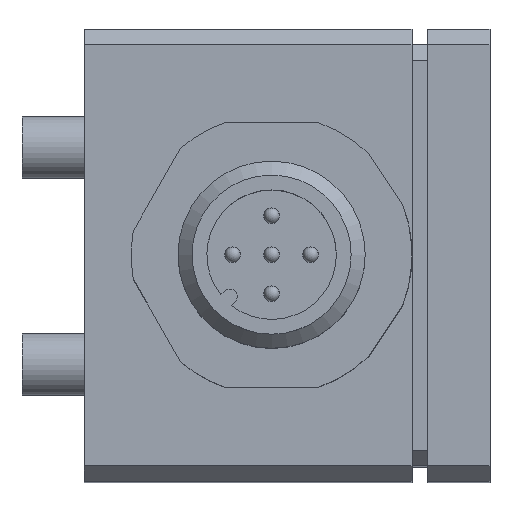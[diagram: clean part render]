
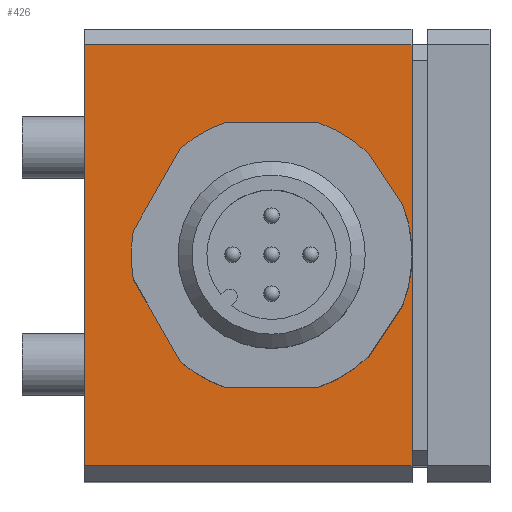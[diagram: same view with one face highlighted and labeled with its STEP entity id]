
A CAD part, top view. The second image highlights one B-rep face of the part: STEP entity #426.
In plain terms, the highlighted planar face has unit normal (0, 0, 1).
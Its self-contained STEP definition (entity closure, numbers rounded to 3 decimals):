
#426 = ADVANCED_FACE( '', ( #979 ), #980, .F. );
#979 = FACE_OUTER_BOUND( '', #1666, .T. );
#980 = PLANE( '', #1667 );
#1666 = EDGE_LOOP( '', ( #2778, #2779, #2780, #2781, #2782, #2783, #2784, #2785, #2786, #2787, #2788, #2789, #2790, #2791, #2792, #2793, #2794, #2795 ) );
#1667 = AXIS2_PLACEMENT_3D( '', #2796, #2797, #2798 );
#2778 = ORIENTED_EDGE( '', *, *, #3923, .F. );
#2779 = ORIENTED_EDGE( '', *, *, #3846, .T. );
#2780 = ORIENTED_EDGE( '', *, *, #3940, .F. );
#2781 = ORIENTED_EDGE( '', *, *, #3902, .T. );
#2782 = ORIENTED_EDGE( '', *, *, #3941, .F. );
#2783 = ORIENTED_EDGE( '', *, *, #3942, .T. );
#2784 = ORIENTED_EDGE( '', *, *, #3604, .F. );
#2785 = ORIENTED_EDGE( '', *, *, #3943, .T. );
#2786 = ORIENTED_EDGE( '', *, *, #3805, .F. );
#2787 = ORIENTED_EDGE( '', *, *, #3656, .T. );
#2788 = ORIENTED_EDGE( '', *, *, #3615, .F. );
#2789 = ORIENTED_EDGE( '', *, *, #3944, .T. );
#2790 = ORIENTED_EDGE( '', *, *, #3800, .T. );
#2791 = ORIENTED_EDGE( '', *, *, #3945, .T. );
#2792 = ORIENTED_EDGE( '', *, *, #3616, .F. );
#2793 = ORIENTED_EDGE( '', *, *, #3655, .T. );
#2794 = ORIENTED_EDGE( '', *, *, #3682, .F. );
#2795 = ORIENTED_EDGE( '', *, *, #3932, .T. );
#2796 = CARTESIAN_POINT( '', ( 21., 21.5, 9. ) );
#2797 = DIRECTION( '', ( 0., 0., -1. ) );
#2798 = DIRECTION( '', ( -1., 0., 0. ) );
#3604 = EDGE_CURVE( '', #4192, #4193, #4194, .T. );
#3615 = EDGE_CURVE( '', #4212, #4214, #4215, .T. );
#3616 = EDGE_CURVE( '', #4214, #4216, #4217, .T. );
#3655 = EDGE_CURVE( '', #4214, #4279, #4282, .T. );
#3656 = EDGE_CURVE( '', #4283, #4214, #4284, .T. );
#3682 = EDGE_CURVE( '', #4328, #4279, #4329, .T. );
#3800 = EDGE_CURVE( '', #4520, #4518, #4521, .T. );
#3805 = EDGE_CURVE( '', #4283, #4528, #4529, .T. );
#3846 = EDGE_CURVE( '', #4593, #4590, #4594, .T. );
#3902 = EDGE_CURVE( '', #4678, #4675, #4679, .T. );
#3923 = EDGE_CURVE( '', #4593, #4707, #4708, .T. );
#3932 = EDGE_CURVE( '', #4328, #4707, #4720, .T. );
#3940 = EDGE_CURVE( '', #4678, #4590, #4732, .T. );
#3941 = EDGE_CURVE( '', #4733, #4675, #4734, .T. );
#3942 = EDGE_CURVE( '', #4733, #4193, #4735, .T. );
#3943 = EDGE_CURVE( '', #4192, #4528, #4736, .T. );
#3944 = EDGE_CURVE( '', #4212, #4520, #4737, .T. );
#3945 = EDGE_CURVE( '', #4518, #4216, #4738, .T. );
#4192 = VERTEX_POINT( '', #5031 );
#4193 = VERTEX_POINT( '', #5032 );
#4194 = LINE( '', #5033, #5034 );
#4212 = VERTEX_POINT( '', #5060 );
#4214 = VERTEX_POINT( '', #5063 );
#4215 = LINE( '', #5064, #5065 );
#4216 = VERTEX_POINT( '', #5066 );
#4217 = LINE( '', #5067, #5068 );
#4279 = VERTEX_POINT( '', #5144 );
#4282 = CIRCLE( '', #5148, 9. );
#4283 = VERTEX_POINT( '', #5149 );
#4284 = CIRCLE( '', #5150, 9. );
#4328 = VERTEX_POINT( '', #5205 );
#4329 = LINE( '', #5206, #5207 );
#4518 = VERTEX_POINT( '', #5436 );
#4520 = VERTEX_POINT( '', #5439 );
#4521 = LINE( '', #5440, #5441 );
#4528 = VERTEX_POINT( '', #5450 );
#4529 = LINE( '', #5451, #5452 );
#4590 = VERTEX_POINT( '', #5528 );
#4593 = VERTEX_POINT( '', #5532 );
#4594 = CIRCLE( '', #5533, 9. );
#4675 = VERTEX_POINT( '', #5634 );
#4678 = VERTEX_POINT( '', #5638 );
#4679 = CIRCLE( '', #5639, 9. );
#4707 = VERTEX_POINT( '', #5671 );
#4708 = LINE( '', #5672, #5673 );
#4720 = CIRCLE( '', #5688, 9. );
#4732 = LINE( '', #5704, #5705 );
#4733 = VERTEX_POINT( '', #5706 );
#4734 = LINE( '', #5707, #5708 );
#4735 = CIRCLE( '', #5709, 9. );
#4736 = CIRCLE( '', #5710, 9. );
#4737 = LINE( '', #5711, #5712 );
#4738 = LINE( '', #5713, #5714 );
#5031 = CARTESIAN_POINT( '', ( 14.958, 15.5, 9. ) );
#5032 = CARTESIAN_POINT( '', ( 9.042, 15.5, 9. ) );
#5033 = CARTESIAN_POINT( '', ( 12., 15.5, 9. ) );
#5034 = VECTOR( '', #6033, 1000. );
#5060 = CARTESIAN_POINT( '', ( 21., 20.5, 9. ) );
#5063 = CARTESIAN_POINT( '', ( 21., 7., 9. ) );
#5064 = CARTESIAN_POINT( '', ( 21., 21.5, 9. ) );
#5065 = VECTOR( '', #6043, 1000. );
#5066 = CARTESIAN_POINT( '', ( 21., -6.5, 9. ) );
#5067 = CARTESIAN_POINT( '', ( 21., 21.5, 9. ) );
#5068 = VECTOR( '', #6044, 1000. );
#5144 = CARTESIAN_POINT( '', ( 20.389, 3.74, 9. ) );
#5148 = AXIS2_PLACEMENT_3D( '', #6102, #6103, #6104 );
#5149 = CARTESIAN_POINT( '', ( 20.389, 10.26, 9. ) );
#5150 = AXIS2_PLACEMENT_3D( '', #6105, #6106, #6107 );
#5205 = CARTESIAN_POINT( '', ( 18.256, 0.53, 9. ) );
#5206 = CARTESIAN_POINT( '', ( 22.549, 6.991, 9. ) );
#5207 = VECTOR( '', #6143, 1000. );
#5436 = CARTESIAN_POINT( '', ( 0., -6.5, 9. ) );
#5439 = CARTESIAN_POINT( '', ( 0., 20.5, 9. ) );
#5440 = CARTESIAN_POINT( '', ( 0., 21.5, 9. ) );
#5441 = VECTOR( '', #6341, 1000. );
#5450 = CARTESIAN_POINT( '', ( 18.256, 13.47, 9. ) );
#5451 = CARTESIAN_POINT( '', ( 16.096, 16.721, 9. ) );
#5452 = VECTOR( '', #6347, 1000. );
#5528 = CARTESIAN_POINT( '', ( 6.148, 0.162, 9. ) );
#5532 = CARTESIAN_POINT( '', ( 9.042, -1.5, 9. ) );
#5533 = AXIS2_PLACEMENT_3D( '', #6406, #6407, #6408 );
#5634 = CARTESIAN_POINT( '', ( 3.13, 8.525, 9. ) );
#5638 = CARTESIAN_POINT( '', ( 3.13, 5.475, 9. ) );
#5639 = AXIS2_PLACEMENT_3D( '', #6487, #6488, #6489 );
#5671 = CARTESIAN_POINT( '', ( 14.958, -1.5, 9. ) );
#5672 = CARTESIAN_POINT( '', ( 12., -1.5, 9. ) );
#5673 = VECTOR( '', #6512, 1000. );
#5688 = AXIS2_PLACEMENT_3D( '', #6522, #6523, #6524 );
#5704 = CARTESIAN_POINT( '', ( 1.633, 8.111, 9. ) );
#5705 = VECTOR( '', #6532, 1000. );
#5706 = CARTESIAN_POINT( '', ( 6.148, 13.838, 9. ) );
#5707 = CARTESIAN_POINT( '', ( 7.646, 16.474, 9. ) );
#5708 = VECTOR( '', #6533, 1000. );
#5709 = AXIS2_PLACEMENT_3D( '', #6534, #6535, #6536 );
#5710 = AXIS2_PLACEMENT_3D( '', #6537, #6538, #6539 );
#5711 = CARTESIAN_POINT( '', ( 21., 20.5, 9. ) );
#5712 = VECTOR( '', #6540, 1000. );
#5713 = CARTESIAN_POINT( '', ( 21., -6.5, 9. ) );
#5714 = VECTOR( '', #6541, 1000. );
#6033 = DIRECTION( '', ( -1., 0., 0. ) );
#6043 = DIRECTION( '', ( 0., -1., 0. ) );
#6044 = DIRECTION( '', ( 0., -1., 0. ) );
#6102 = CARTESIAN_POINT( '', ( 12., 7., 9. ) );
#6103 = DIRECTION( '', ( 0., 0., -1. ) );
#6104 = DIRECTION( '', ( 0., -1., 0. ) );
#6105 = CARTESIAN_POINT( '', ( 12., 7., 9. ) );
#6106 = DIRECTION( '', ( 0., 0., -1. ) );
#6107 = DIRECTION( '', ( 0., -1., 0. ) );
#6143 = DIRECTION( '', ( 0.553, 0.833, 0. ) );
#6341 = DIRECTION( '', ( 0., -1., 0. ) );
#6347 = DIRECTION( '', ( -0.553, 0.833, 0. ) );
#6406 = CARTESIAN_POINT( '', ( 12., 7., 9. ) );
#6407 = DIRECTION( '', ( 0., 0., -1. ) );
#6408 = DIRECTION( '', ( 0., -1., 0. ) );
#6487 = CARTESIAN_POINT( '', ( 12., 7., 9. ) );
#6488 = DIRECTION( '', ( 0., 0., -1. ) );
#6489 = DIRECTION( '', ( 0., -1., 0. ) );
#6512 = DIRECTION( '', ( 1., 0., 0. ) );
#6522 = CARTESIAN_POINT( '', ( 12., 7., 9. ) );
#6523 = DIRECTION( '', ( 0., 0., -1. ) );
#6524 = DIRECTION( '', ( 0., -1., 0. ) );
#6532 = DIRECTION( '', ( 0.494, -0.869, 0. ) );
#6533 = DIRECTION( '', ( -0.494, -0.869, 0. ) );
#6534 = CARTESIAN_POINT( '', ( 12., 7., 9. ) );
#6535 = DIRECTION( '', ( 0., 0., -1. ) );
#6536 = DIRECTION( '', ( 0., -1., 0. ) );
#6537 = CARTESIAN_POINT( '', ( 12., 7., 9. ) );
#6538 = DIRECTION( '', ( 0., 0., -1. ) );
#6539 = DIRECTION( '', ( 0., -1., 0. ) );
#6540 = DIRECTION( '', ( -1., 0., 0. ) );
#6541 = DIRECTION( '', ( 1., 0., 0. ) );
